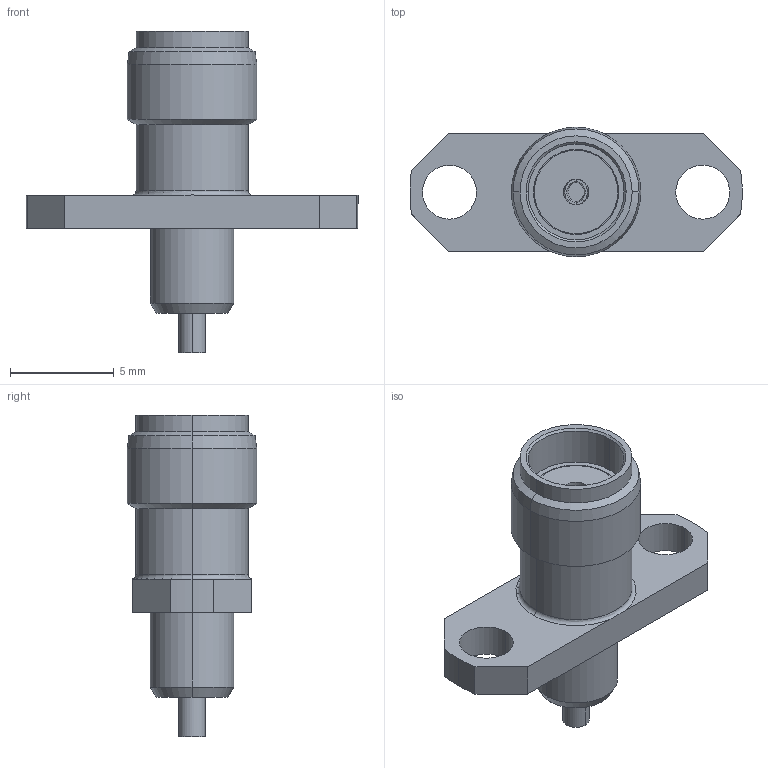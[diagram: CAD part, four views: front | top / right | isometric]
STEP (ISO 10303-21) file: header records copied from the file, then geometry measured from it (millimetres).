
FILE_DESCRIPTION (( 'STEP AP214' ), '1' );
FILE_NAME ('J01151A0631.STEP', '2018-02-23T09:36:54', ( '' ), ( '' ), 'SwSTEP 2.0', 'SolidWorks 2017', '' );
FILE_SCHEMA (( 'AUTOMOTIVE_DESIGN' ));
Length unit declared in the file: millimetre
Products named in the file (1): J01151A0631
Bounding box: 15.99 x 6.24 x 15.5 mm (x, y, z)
Volume: 343.2 mm3; surface area: 526.6 mm2
Topology: 1 solids, 1 shells, 67 faces, 161 edges, 102 vertices
Faces by surface type: cylinder 29, plane 24, cone 10, torus 4
Entity records: 2716 total; most frequent: CARTESIAN_POINT 409, DIRECTION 347, ORIENTED_EDGE 322, EDGE_CURVE 161, AXIS2_PLACEMENT_3D 140, VERTEX_POINT 102, EDGE_LOOP 77, CIRCLE 72
